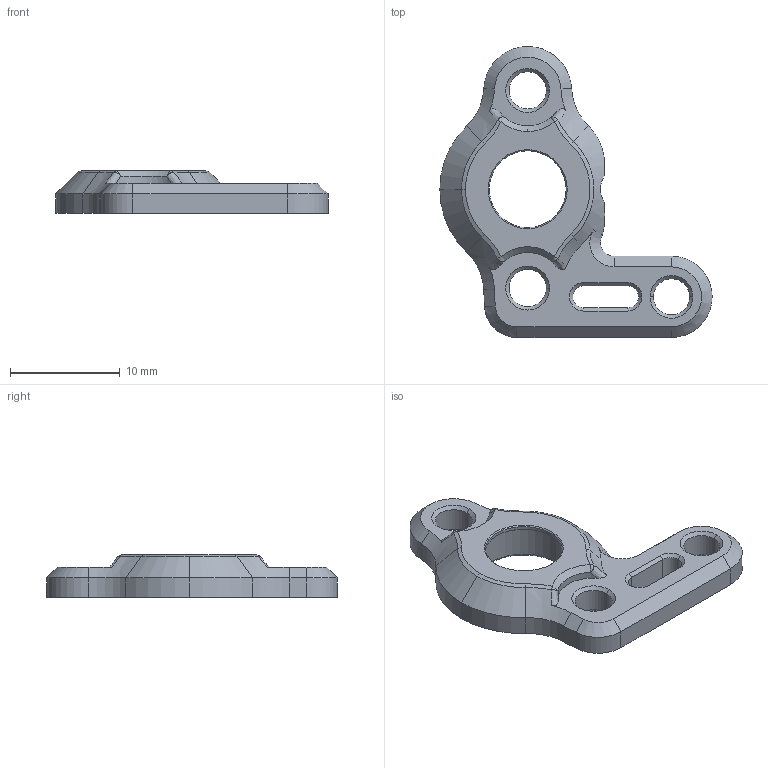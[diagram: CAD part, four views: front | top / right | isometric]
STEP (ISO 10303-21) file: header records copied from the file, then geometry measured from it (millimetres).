
FILE_DESCRIPTION (( 'STEP AP214' ), '1' );
FILE_NAME ('RIDGA_Sherpa_Mini_housing_front_4x8x3_bearing.STEP', '2023-03-24T19:34:03', ( '' ), ( '' ), 'SwSTEP 2.0', 'SolidWorks 2021', '' );
FILE_SCHEMA (( 'AUTOMOTIVE_DESIGN' ));
Length unit declared in the file: millimetre
Products named in the file (1): RIDGA_Sherpa_Mini_housing_front_4x8x3_bearing
Bounding box: 24.8 x 26.5 x 3.9 mm (x, y, z)
Volume: 817.5 mm3; surface area: 995 mm2
Topology: 1 solids, 1 shells, 102 faces, 249 edges, 145 vertices
Faces by surface type: cone 45, cylinder 31, plane 18, bspline 8
Entity records: 3223 total; most frequent: CARTESIAN_POINT 805, DIRECTION 517, ORIENTED_EDGE 490, EDGE_CURVE 245, AXIS2_PLACEMENT_3D 203, VERTEX_POINT 145, EDGE_LOOP 112, VECTOR 111
